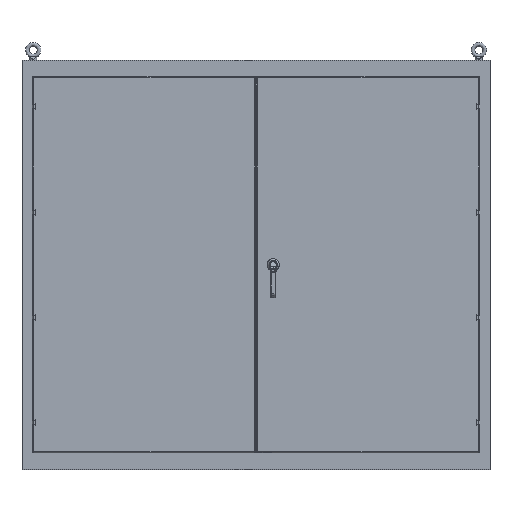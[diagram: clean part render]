
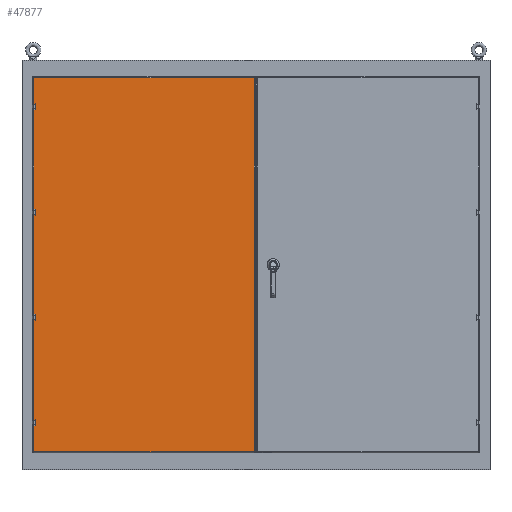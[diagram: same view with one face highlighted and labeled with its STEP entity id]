
A CAD part, top view. The second image highlights one B-rep face of the part: STEP entity #47877.
In plain terms, the highlighted planar face has unit normal (0, 0, 1).
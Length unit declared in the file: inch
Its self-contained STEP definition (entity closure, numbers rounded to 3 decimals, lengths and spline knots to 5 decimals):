
#11604 = CARTESIAN_POINT ( 'NONE',  ( -36.92815, 31.05315, 10.058 ) ) ;
#11759 = CARTESIAN_POINT ( 'NONE',  ( 0., 0., 10.058 ) ) ;
#13294 = AXIS2_PLACEMENT_3D ( 'NONE', #11759, #150310, #153755 ) ;
#14874 = CARTESIAN_POINT ( 'NONE',  ( -0.2906, 31.05315, 10.058 ) ) ;
#24352 = LINE ( 'NONE', #60392, #35511 ) ;
#33397 = DIRECTION ( 'NONE',  ( 0., -1., 0. ) ) ;
#34530 = CARTESIAN_POINT ( 'NONE',  ( -36.92815, 0., 10.058 ) ) ;
#35511 = VECTOR ( 'NONE', #46418, 39.37008 ) ;
#42100 = LINE ( 'NONE', #133929, #121351 ) ;
#44439 = FACE_OUTER_BOUND ( 'NONE', #84605, .T. ) ;
#46418 = DIRECTION ( 'NONE',  ( -1., 0., 0. ) ) ;
#47877 = ADVANCED_FACE ( 'NONE', ( #44439 ), #133956, .T. ) ;
#48363 = EDGE_CURVE ( 'NONE', #81879, #122695, #176683, .T. ) ;
#60392 = CARTESIAN_POINT ( 'NONE',  ( 0., 31.05315, 10.058 ) ) ;
#81879 = VERTEX_POINT ( 'NONE', #179905 ) ;
#84605 = EDGE_LOOP ( 'NONE', ( #185084, #87106, #156889, #209447 ) ) ;
#84858 = EDGE_CURVE ( 'NONE', #122695, #136621, #24352, .T. ) ;
#87106 = ORIENTED_EDGE ( 'NONE', *, *, #156912, .T. ) ;
#90263 = LINE ( 'NONE', #34530, #146467 ) ;
#99001 = VECTOR ( 'NONE', #135989, 39.37008 ) ;
#113046 = DIRECTION ( 'NONE',  ( 1., 0., 0. ) ) ;
#114535 = CARTESIAN_POINT ( 'NONE',  ( -36.92815, -31.05315, 10.058 ) ) ;
#119676 = CARTESIAN_POINT ( 'NONE',  ( -0.2906, 0., 10.058 ) ) ;
#121351 = VECTOR ( 'NONE', #113046, 39.37008 ) ;
#122695 = VERTEX_POINT ( 'NONE', #14874 ) ;
#133929 = CARTESIAN_POINT ( 'NONE',  ( 0., -31.05315, 10.058 ) ) ;
#133956 = PLANE ( 'NONE',  #13294 ) ;
#135989 = DIRECTION ( 'NONE',  ( 0., 1., 0. ) ) ;
#136621 = VERTEX_POINT ( 'NONE', #11604 ) ;
#146467 = VECTOR ( 'NONE', #33397, 39.37008 ) ;
#150310 = DIRECTION ( 'NONE',  ( 0., 0., 1. ) ) ;
#153755 = DIRECTION ( 'NONE',  ( 1., 0., 0. ) ) ;
#156889 = ORIENTED_EDGE ( 'NONE', *, *, #48363, .T. ) ;
#156912 = EDGE_CURVE ( 'NONE', #219503, #81879, #42100, .T. ) ;
#176683 = LINE ( 'NONE', #119676, #99001 ) ;
#179905 = CARTESIAN_POINT ( 'NONE',  ( -0.2906, -31.05315, 10.058 ) ) ;
#185084 = ORIENTED_EDGE ( 'NONE', *, *, #215560, .T. ) ;
#209447 = ORIENTED_EDGE ( 'NONE', *, *, #84858, .T. ) ;
#215560 = EDGE_CURVE ( 'NONE', #136621, #219503, #90263, .T. ) ;
#219503 = VERTEX_POINT ( 'NONE', #114535 ) ;
